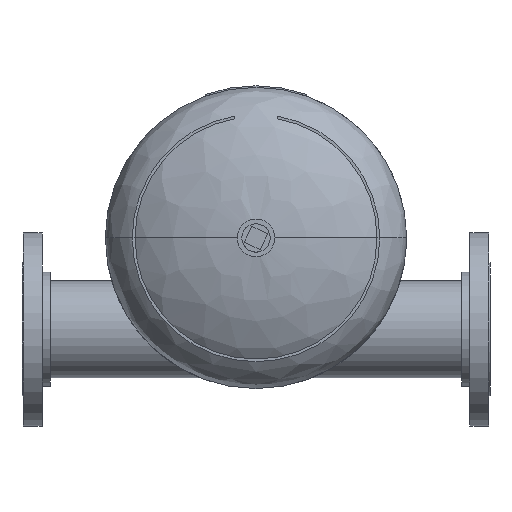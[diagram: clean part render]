
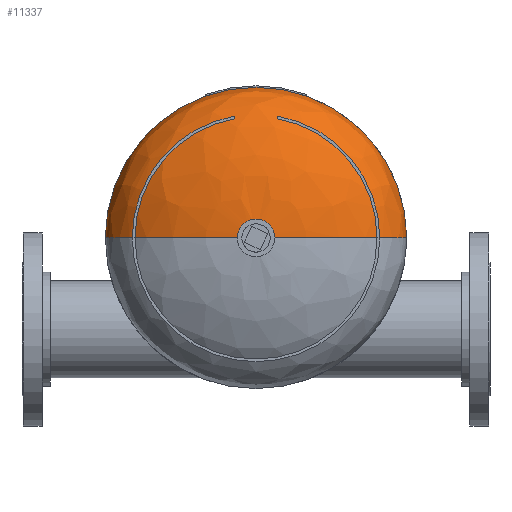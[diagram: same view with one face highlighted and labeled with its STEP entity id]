
A CAD part, front view. The second image highlights one B-rep face of the part: STEP entity #11337.
In plain terms, the highlighted free-form (B-spline) face has degree [3, 3] with [4, 4] control points.
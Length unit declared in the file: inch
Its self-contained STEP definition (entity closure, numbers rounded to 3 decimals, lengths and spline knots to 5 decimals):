
#141 = CARTESIAN_POINT ( 'NONE',  ( 7., 0.273, 0. ) ) ;
#305 = DIRECTION ( 'NONE',  ( 1., 0., 0. ) ) ;
#726 = EDGE_CURVE ( 'NONE', #11760, #6796, #8359, .T. ) ;
#788 = DIRECTION ( 'NONE',  ( 1., 0., 0. ) ) ;
#1190 = DIRECTION ( 'NONE',  ( 0., -1., 0. ) ) ;
#1807 = CARTESIAN_POINT ( 'NONE',  ( 7., 0.273, 0. ) ) ;
#1883 = CARTESIAN_POINT ( 'NONE',  ( 0.75, 3.79958, 0. ) ) ;
#1922 = CIRCLE ( 'NONE', #2101, 7. ) ;
#2076 = EDGE_CURVE ( 'NONE', #4692, #11760, #10703, .T. ) ;
#2091 = ORIENTED_EDGE ( 'NONE', *, *, #2076, .T. ) ;
#2101 = AXIS2_PLACEMENT_3D ( 'NONE', #9169, #7054, #788 ) ;
#2468 = CARTESIAN_POINT ( 'NONE',  ( 7., 0.273, 0. ) ) ;
#2480 =( BOUNDED_CURVE ( )  B_SPLINE_CURVE ( 3, ( #5533, #3735, #2889, #11824 ),
 .UNSPECIFIED., .F., .F. ) 
 B_SPLINE_CURVE_WITH_KNOTS ( ( 4, 4 ),
 ( 4.81974, 6.28319 ),
 .UNSPECIFIED. ) 
 CURVE ( )  GEOMETRIC_REPRESENTATION_ITEM ( )  RATIONAL_B_SPLINE_CURVE ( ( 1., 0.829, 0.829, 1. ) ) 
 REPRESENTATION_ITEM ( '' )  );
#2557 = VERTEX_POINT ( 'NONE', #11739 ) ;
#2889 = CARTESIAN_POINT ( 'NONE',  ( -7., 2.17806, 0. ) ) ;
#3434 = CARTESIAN_POINT ( 'NONE',  ( -0.75, 3.79958, 0. ) ) ;
#3550 = CARTESIAN_POINT ( 'NONE',  ( 0.75, 3.79958, 0. ) ) ;
#3735 = CARTESIAN_POINT ( 'NONE',  ( -4.48799, 3.59547, 0. ) ) ;
#3799 = CARTESIAN_POINT ( 'NONE',  ( 0., 3.79958, 0. ) ) ;
#3802 = ORIENTED_EDGE ( 'NONE', *, *, #726, .T. ) ;
#4513 = CARTESIAN_POINT ( 'NONE',  ( -4.48799, 3.59547, 0. ) ) ;
#4572 = CARTESIAN_POINT ( 'NONE',  ( 7., 2.17806, -14. ) ) ;
#4692 = VERTEX_POINT ( 'NONE', #6073 ) ;
#5027 =( BOUNDED_CURVE ( )  B_SPLINE_CURVE ( 3, ( #6317, #8379, #10010, #141 ),
 .UNSPECIFIED., .F., .F. ) 
 B_SPLINE_CURVE_WITH_KNOTS ( ( 4, 4 ),
 ( 4.81974, 6.28319 ),
 .UNSPECIFIED. ) 
 CURVE ( )  GEOMETRIC_REPRESENTATION_ITEM ( )  RATIONAL_B_SPLINE_CURVE ( ( 1., 0.829, 0.829, 1. ) ) 
 REPRESENTATION_ITEM ( '' )  );
#5237 = CARTESIAN_POINT ( 'NONE',  ( -7., 2.17806, 0. ) ) ;
#5272 = EDGE_LOOP ( 'NONE', ( #7635, #2091, #3802, #6814, #6481 ) ) ;
#5295 = CARTESIAN_POINT ( 'NONE',  ( 0.75, 3.79958, -1.5 ) ) ;
#5354 = FACE_OUTER_BOUND ( 'NONE', #5272, .T. ) ;
#5475 = CARTESIAN_POINT ( 'NONE',  ( 7., 2.17806, 0. ) ) ;
#5533 = CARTESIAN_POINT ( 'NONE',  ( -0.75, 3.79958, 0. ) ) ;
#5607 = DIRECTION ( 'NONE',  ( 1., 0., 0. ) ) ;
#6073 = CARTESIAN_POINT ( 'NONE',  ( -0.75, 3.79958, 0. ) ) ;
#6184 =( BOUNDED_SURFACE ( )  B_SPLINE_SURFACE ( 3, 3, ( 
 ( #3434, #7113, #5295, #3550 ),
 ( #4513, #6202, #11825, #6318 ),
 ( #5237, #8925, #4572, #5475 ),
 ( #8985, #10011, #9892, #1807 ) ),
 .UNSPECIFIED., .F., .F., .F. ) 
 B_SPLINE_SURFACE_WITH_KNOTS ( ( 4, 4 ),
 ( 4, 4 ),
 ( 0., 1. ),
 ( 0., 1. ),
 .UNSPECIFIED. ) 
 GEOMETRIC_REPRESENTATION_ITEM ( )  RATIONAL_B_SPLINE_SURFACE ( (
 ( 1., 0.333, 0.333, 1.),
 ( 0.829, 0.276, 0.276, 0.829),
 ( 0.829, 0.276, 0.276, 0.829),
 ( 1., 0.333, 0.333, 1.) ) ) 
 REPRESENTATION_ITEM ( '' )  SURFACE ( )  );
#6202 = CARTESIAN_POINT ( 'NONE',  ( -4.48799, 3.59547, -8.97598 ) ) ;
#6251 = AXIS2_PLACEMENT_3D ( 'NONE', #7578, #1190, #305 ) ;
#6317 = CARTESIAN_POINT ( 'NONE',  ( 0.75, 3.79958, 0. ) ) ;
#6318 = CARTESIAN_POINT ( 'NONE',  ( 4.48799, 3.59547, 0. ) ) ;
#6481 = ORIENTED_EDGE ( 'NONE', *, *, #11478, .F. ) ;
#6796 = VERTEX_POINT ( 'NONE', #1883 ) ;
#6814 = ORIENTED_EDGE ( 'NONE', *, *, #8588, .T. ) ;
#6820 = AXIS2_PLACEMENT_3D ( 'NONE', #3799, #10320, #5607 ) ;
#7054 = DIRECTION ( 'NONE',  ( 0., -1., 0. ) ) ;
#7113 = CARTESIAN_POINT ( 'NONE',  ( -0.75, 3.79958, -1.5 ) ) ;
#7578 = CARTESIAN_POINT ( 'NONE',  ( 0., 3.79958, 0. ) ) ;
#7635 = ORIENTED_EDGE ( 'NONE', *, *, #8523, .F. ) ;
#7696 = VERTEX_POINT ( 'NONE', #2468 ) ;
#8359 = CIRCLE ( 'NONE', #6820, 0.75 ) ;
#8379 = CARTESIAN_POINT ( 'NONE',  ( 4.48799, 3.59547, 0. ) ) ;
#8523 = EDGE_CURVE ( 'NONE', #4692, #2557, #2480, .T. ) ;
#8588 = EDGE_CURVE ( 'NONE', #6796, #7696, #5027, .T. ) ;
#8925 = CARTESIAN_POINT ( 'NONE',  ( -7., 2.17806, -14. ) ) ;
#8985 = CARTESIAN_POINT ( 'NONE',  ( -7., 0.273, 0. ) ) ;
#9169 = CARTESIAN_POINT ( 'NONE',  ( 0., 0.273, 0. ) ) ;
#9892 = CARTESIAN_POINT ( 'NONE',  ( 7., 0.273, -14. ) ) ;
#10010 = CARTESIAN_POINT ( 'NONE',  ( 7., 2.17806, 0. ) ) ;
#10011 = CARTESIAN_POINT ( 'NONE',  ( -7., 0.273, -14. ) ) ;
#10119 = CARTESIAN_POINT ( 'NONE',  ( 0., 3.79958, -0.75 ) ) ;
#10320 = DIRECTION ( 'NONE',  ( 0., -1., 0. ) ) ;
#10703 = CIRCLE ( 'NONE', #6251, 0.75 ) ;
#11337 = ADVANCED_FACE ( 'NONE', ( #5354 ), #6184, .F. ) ;
#11478 = EDGE_CURVE ( 'NONE', #2557, #7696, #1922, .T. ) ;
#11739 = CARTESIAN_POINT ( 'NONE',  ( -7., 0.273, 0. ) ) ;
#11760 = VERTEX_POINT ( 'NONE', #10119 ) ;
#11824 = CARTESIAN_POINT ( 'NONE',  ( -7., 0.273, 0. ) ) ;
#11825 = CARTESIAN_POINT ( 'NONE',  ( 4.48799, 3.59547, -8.97598 ) ) ;
